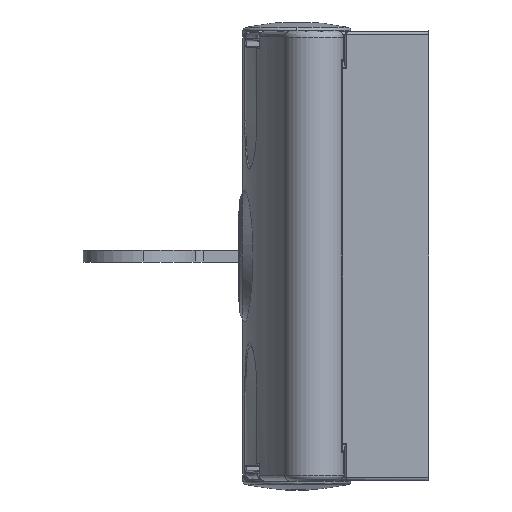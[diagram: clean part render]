
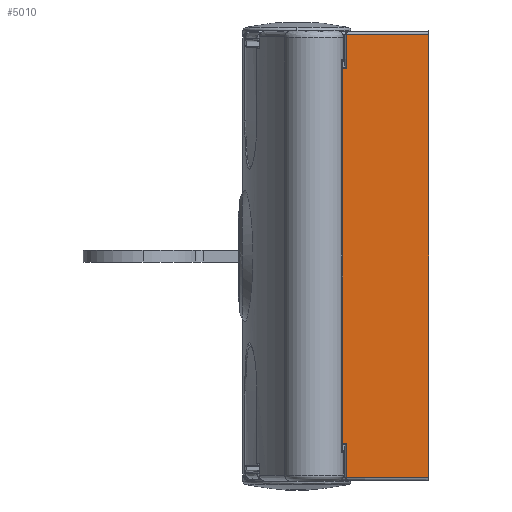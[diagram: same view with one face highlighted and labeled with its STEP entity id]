
A CAD part, left-side view. The second image highlights one B-rep face of the part: STEP entity #5010.
In plain terms, the highlighted planar face has unit normal (-1, 0.009, 0).
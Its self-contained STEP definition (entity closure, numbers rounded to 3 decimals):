
#27 = LINE ( 'NONE', #16419, #61535 ) ;
#1171 = LINE ( 'NONE', #61218, #9325 ) ;
#1748 = EDGE_CURVE ( 'NONE', #9963, #2037, #6647, .T. ) ;
#2037 = VERTEX_POINT ( 'NONE', #6763 ) ;
#3053 = LINE ( 'NONE', #34701, #38276 ) ;
#3536 = VERTEX_POINT ( 'NONE', #32918 ) ;
#4024 = DIRECTION ( 'NONE',  ( -1., 0.009, 0. ) ) ;
#4834 = CARTESIAN_POINT ( 'NONE',  ( -36.311, 21.703, -37. ) ) ;
#5010 = ADVANCED_FACE ( 'NONE', ( #47027 ), #57332, .T. ) ;
#5869 = LINE ( 'NONE', #4834, #59157 ) ;
#6647 = LINE ( 'NONE', #27632, #54692 ) ;
#6763 = CARTESIAN_POINT ( 'NONE',  ( -36.311, 21.703, 30.931 ) ) ;
#6897 = AXIS2_PLACEMENT_3D ( 'NONE', #41353, #4024, #62657 ) ;
#7266 = CARTESIAN_POINT ( 'NONE',  ( -36.5, 0., 37. ) ) ;
#7401 = EDGE_CURVE ( 'NONE', #56586, #26860, #11636, .T. ) ;
#9325 = VECTOR ( 'NONE', #50581, 1000. ) ;
#9963 = VERTEX_POINT ( 'NONE', #18767 ) ;
#10673 = EDGE_CURVE ( 'NONE', #3536, #45563, #1171, .T. ) ;
#11329 = ORIENTED_EDGE ( 'NONE', *, *, #1748, .T. ) ;
#11636 = LINE ( 'NONE', #49648, #49345 ) ;
#15541 = ORIENTED_EDGE ( 'NONE', *, *, #48424, .T. ) ;
#15888 = EDGE_LOOP ( 'NONE', ( #15541, #11329, #23751, #24749, #27929, #58126, #31209, #40186 ) ) ;
#16419 = CARTESIAN_POINT ( 'NONE',  ( -36.38, 13.703, -36.88 ) ) ;
#18083 = LINE ( 'NONE', #39725, #64240 ) ;
#18767 = CARTESIAN_POINT ( 'NONE',  ( -36.38, 13.703, 31.21 ) ) ;
#20622 = EDGE_CURVE ( 'NONE', #45563, #60063, #65162, .T. ) ;
#23751 = ORIENTED_EDGE ( 'NONE', *, *, #67015, .T. ) ;
#24749 = ORIENTED_EDGE ( 'NONE', *, *, #10673, .T. ) ;
#24759 = DIRECTION ( 'NONE',  ( 0.009, 1., -0.009 ) ) ;
#26860 = VERTEX_POINT ( 'NONE', #38143 ) ;
#27574 = DIRECTION ( 'NONE',  ( 0., 0., -1. ) ) ;
#27632 = CARTESIAN_POINT ( 'NONE',  ( -36.38, 13.703, 31.21 ) ) ;
#27929 = ORIENTED_EDGE ( 'NONE', *, *, #20622, .T. ) ;
#28070 = EDGE_CURVE ( 'NONE', #60063, #26860, #27, .T. ) ;
#28125 = DIRECTION ( 'NONE',  ( -0.009, -1., -0.009 ) ) ;
#31209 = ORIENTED_EDGE ( 'NONE', *, *, #7401, .F. ) ;
#32360 = VECTOR ( 'NONE', #47793, 1000. ) ;
#32918 = CARTESIAN_POINT ( 'NONE',  ( -36.311, 21.703, -30.931 ) ) ;
#34701 = CARTESIAN_POINT ( 'NONE',  ( -36.5, 0., 37. ) ) ;
#38143 = CARTESIAN_POINT ( 'NONE',  ( -36.5, 0., -37. ) ) ;
#38276 = VECTOR ( 'NONE', #24759, 1000. ) ;
#38625 = DIRECTION ( 'NONE',  ( 0., 0., -1. ) ) ;
#39725 = CARTESIAN_POINT ( 'NONE',  ( -36.38, 13.703, -37. ) ) ;
#40186 = ORIENTED_EDGE ( 'NONE', *, *, #56188, .T. ) ;
#41353 = CARTESIAN_POINT ( 'NONE',  ( -36.311, 21.703, -37. ) ) ;
#43608 = DIRECTION ( 'NONE',  ( 0.009, 0.999, -0.035 ) ) ;
#45563 = VERTEX_POINT ( 'NONE', #48313 ) ;
#45753 = VERTEX_POINT ( 'NONE', #54587 ) ;
#46094 = DIRECTION ( 'NONE',  ( 0., 0., -1. ) ) ;
#47027 = FACE_OUTER_BOUND ( 'NONE', #15888, .T. ) ;
#47793 = DIRECTION ( 'NONE',  ( 0., 0., -1. ) ) ;
#48313 = CARTESIAN_POINT ( 'NONE',  ( -36.38, 13.703, -31.21 ) ) ;
#48424 = EDGE_CURVE ( 'NONE', #45753, #9963, #18083, .T. ) ;
#49345 = VECTOR ( 'NONE', #38625, 1000. ) ;
#49351 = CARTESIAN_POINT ( 'NONE',  ( -36.38, 13.703, -36.88 ) ) ;
#49648 = CARTESIAN_POINT ( 'NONE',  ( -36.5, 0., 37.5 ) ) ;
#50581 = DIRECTION ( 'NONE',  ( -0.009, -0.999, -0.035 ) ) ;
#54587 = CARTESIAN_POINT ( 'NONE',  ( -36.38, 13.703, 36.88 ) ) ;
#54692 = VECTOR ( 'NONE', #43608, 1000. ) ;
#56188 = EDGE_CURVE ( 'NONE', #56586, #45753, #3053, .T. ) ;
#56586 = VERTEX_POINT ( 'NONE', #7266 ) ;
#57332 = PLANE ( 'NONE',  #6897 ) ;
#58126 = ORIENTED_EDGE ( 'NONE', *, *, #28070, .T. ) ;
#59157 = VECTOR ( 'NONE', #27574, 1000. ) ;
#60063 = VERTEX_POINT ( 'NONE', #49351 ) ;
#61218 = CARTESIAN_POINT ( 'NONE',  ( -36.311, 21.703, -30.931 ) ) ;
#61535 = VECTOR ( 'NONE', #28125, 1000. ) ;
#62657 = DIRECTION ( 'NONE',  ( -0.009, -1., 0. ) ) ;
#64240 = VECTOR ( 'NONE', #46094, 1000. ) ;
#65162 = LINE ( 'NONE', #69781, #32360 ) ;
#67015 = EDGE_CURVE ( 'NONE', #2037, #3536, #5869, .T. ) ;
#69781 = CARTESIAN_POINT ( 'NONE',  ( -36.38, 13.703, -37. ) ) ;
